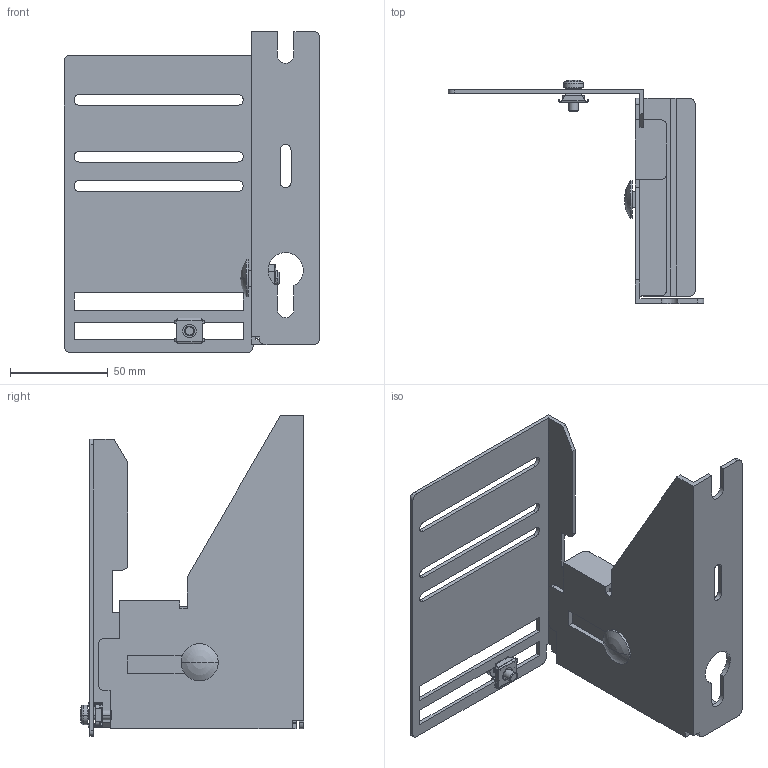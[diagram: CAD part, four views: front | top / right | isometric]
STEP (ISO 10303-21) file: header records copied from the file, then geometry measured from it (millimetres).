
FILE_DESCRIPTION((''),'2;1');
FILE_NAME('640085P01_ASM','2023-05-23T15:22:27',('sivasanker.y'),(''),'CREO PARAMETRIC BY PTC INC, 2021284','CREO PARAMETRIC BY PTC INC, 2021284','');
FILE_SCHEMA(('CONFIG_CONTROL_DESIGN'));
Length unit declared in the file: millimetre
Products named in the file (9): 640075IP201; 640065IP101; 60148801; 60001701; 622273M; 624598M; 713694M_ASM; 71369401_ASM; 640085P01_ASM
Assembly tree (8 placements, depth 4):
  640085P01_ASM
    640075IP201
    640065IP101
    60148801
    60001701
    71369401_ASM
      713694M_ASM
        622273M
        624598M
Bounding box: 130.59 x 114.4 x 164 mm (x, y, z)
Volume: 89803.5 mm3; surface area: 87461.1 mm2
Topology: 6 solids, 6 shells, 298 faces, 730 edges, 447 vertices
Faces by surface type: plane 199, cylinder 77, cone 10, bspline 6, torus 4, sphere 2
Entity records: 9285 total; most frequent: CARTESIAN_POINT 2047, DIRECTION 1466, ORIENTED_EDGE 1456, EDGE_CURVE 728, VECTOR 522, LINE 522, AXIS2_PLACEMENT_3D 472, VERTEX_POINT 447
